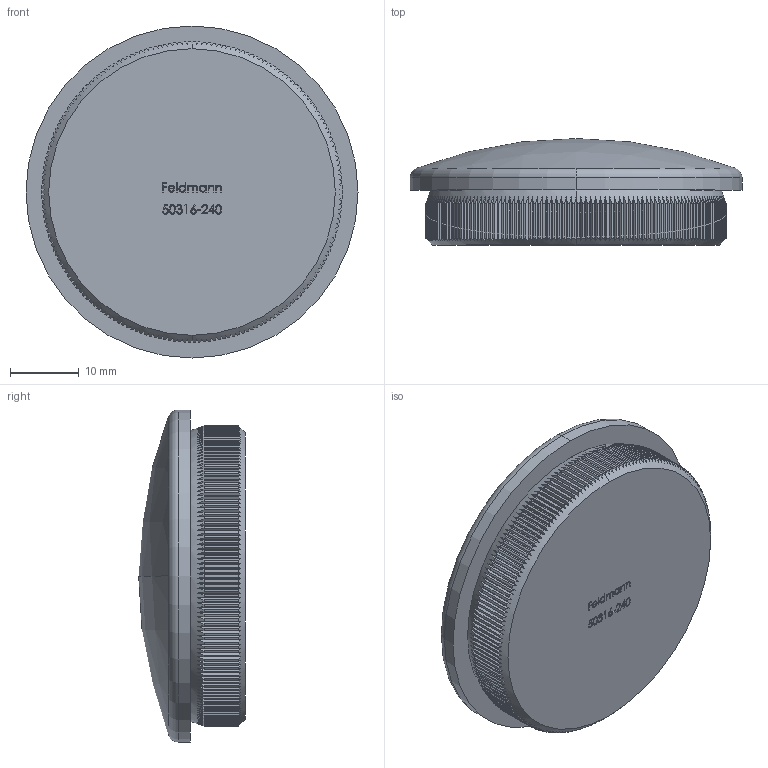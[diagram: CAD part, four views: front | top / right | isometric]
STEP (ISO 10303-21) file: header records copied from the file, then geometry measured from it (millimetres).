
FILE_DESCRIPTION (( 'STEP AP203' ), '1' );
FILE_NAME ('50311-240-25.step', '2018-10-25T11:52:03', ( '' ), ( '' ), 'SwSTEP 2.0', 'SolidWorks 2015', '' );
FILE_SCHEMA (( 'CONFIG_CONTROL_DESIGN' ));
Length unit declared in the file: millimetre
Products named in the file (1): 50311-240-25
Bounding box: 48.3 x 15.5 x 48.3 mm (x, y, z)
Volume: 21224.8 mm3; surface area: 5679.5 mm2
Topology: 1 solids, 1 shells, 804 faces, 2326 edges, 1549 vertices
Faces by surface type: plane 501, cylinder 192, bspline 103, cone 4, torus 2, sphere 2
Entity records: 32869 total; most frequent: CARTESIAN_POINT 13447, ORIENTED_EDGE 4652, DIRECTION 3160, EDGE_CURVE 2326, VERTEX_POINT 1549, AXIS2_PLACEMENT_3D 1098, B_SPLINE_CURVE_WITH_KNOTS 966, VECTOR 964
